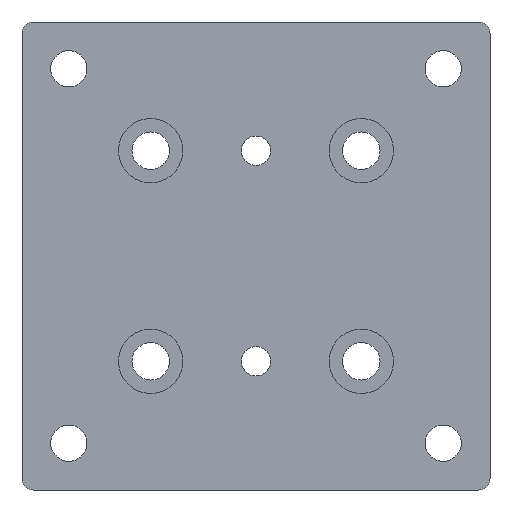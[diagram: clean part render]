
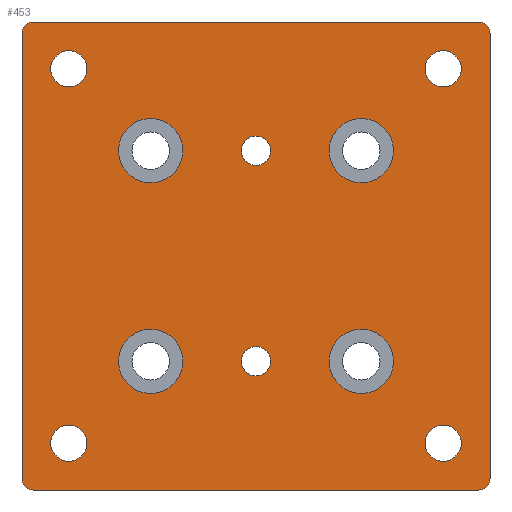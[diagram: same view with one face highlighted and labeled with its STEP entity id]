
A CAD part, front view. The second image highlights one B-rep face of the part: STEP entity #453.
In plain terms, the highlighted planar face has unit normal (0, -1, 0).
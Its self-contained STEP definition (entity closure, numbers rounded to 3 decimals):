
#52=CIRCLE('',#509,2.5);
#53=CIRCLE('',#510,2.5);
#54=CIRCLE('',#511,3.1);
#55=CIRCLE('',#512,3.1);
#56=CIRCLE('',#513,3.1);
#57=CIRCLE('',#514,3.1);
#58=CIRCLE('',#515,5.5);
#59=CIRCLE('',#516,5.5);
#60=CIRCLE('',#517,5.5);
#61=CIRCLE('',#518,5.5);
#62=CIRCLE('',#519,2.);
#63=CIRCLE('',#520,2.);
#64=CIRCLE('',#521,2.);
#65=CIRCLE('',#522,2.);
#108=ORIENTED_EDGE('',*,*,#208,.T.);
#109=ORIENTED_EDGE('',*,*,#209,.T.);
#110=ORIENTED_EDGE('',*,*,#210,.T.);
#111=ORIENTED_EDGE('',*,*,#211,.T.);
#112=ORIENTED_EDGE('',*,*,#212,.T.);
#113=ORIENTED_EDGE('',*,*,#213,.T.);
#114=ORIENTED_EDGE('',*,*,#214,.T.);
#115=ORIENTED_EDGE('',*,*,#215,.T.);
#116=ORIENTED_EDGE('',*,*,#216,.T.);
#117=ORIENTED_EDGE('',*,*,#217,.T.);
#118=ORIENTED_EDGE('',*,*,#192,.F.);
#119=ORIENTED_EDGE('',*,*,#218,.T.);
#120=ORIENTED_EDGE('',*,*,#186,.F.);
#121=ORIENTED_EDGE('',*,*,#219,.T.);
#122=ORIENTED_EDGE('',*,*,#182,.F.);
#123=ORIENTED_EDGE('',*,*,#220,.T.);
#124=ORIENTED_EDGE('',*,*,#180,.F.);
#125=ORIENTED_EDGE('',*,*,#221,.T.);
#180=EDGE_CURVE('',#232,#233,#276,.T.);
#182=EDGE_CURVE('',#234,#235,#278,.T.);
#186=EDGE_CURVE('',#238,#239,#282,.T.);
#192=EDGE_CURVE('',#244,#245,#288,.T.);
#208=EDGE_CURVE('',#256,#256,#52,.T.);
#209=EDGE_CURVE('',#257,#257,#53,.T.);
#210=EDGE_CURVE('',#258,#258,#54,.T.);
#211=EDGE_CURVE('',#259,#259,#55,.T.);
#212=EDGE_CURVE('',#260,#260,#56,.T.);
#213=EDGE_CURVE('',#261,#261,#57,.T.);
#214=EDGE_CURVE('',#262,#262,#58,.T.);
#215=EDGE_CURVE('',#263,#263,#59,.T.);
#216=EDGE_CURVE('',#264,#264,#60,.T.);
#217=EDGE_CURVE('',#265,#265,#61,.T.);
#218=EDGE_CURVE('',#244,#239,#62,.F.);
#219=EDGE_CURVE('',#238,#235,#63,.F.);
#220=EDGE_CURVE('',#234,#233,#64,.F.);
#221=EDGE_CURVE('',#232,#245,#65,.F.);
#232=VERTEX_POINT('',#705);
#233=VERTEX_POINT('',#707);
#234=VERTEX_POINT('',#711);
#235=VERTEX_POINT('',#712);
#238=VERTEX_POINT('',#720);
#239=VERTEX_POINT('',#721);
#244=VERTEX_POINT('',#732);
#245=VERTEX_POINT('',#734);
#256=VERTEX_POINT('',#763);
#257=VERTEX_POINT('',#765);
#258=VERTEX_POINT('',#767);
#259=VERTEX_POINT('',#769);
#260=VERTEX_POINT('',#771);
#261=VERTEX_POINT('',#773);
#262=VERTEX_POINT('',#775);
#263=VERTEX_POINT('',#777);
#264=VERTEX_POINT('',#779);
#265=VERTEX_POINT('',#781);
#276=LINE('',#706,#292);
#278=LINE('',#710,#294);
#282=LINE('',#719,#298);
#288=LINE('',#733,#304);
#292=VECTOR('',#559,1000.);
#294=VECTOR('',#563,1000.);
#298=VECTOR('',#569,1000.);
#304=VECTOR('',#577,1000.);
#321=EDGE_LOOP('',(#108));
#322=EDGE_LOOP('',(#109));
#323=EDGE_LOOP('',(#110));
#324=EDGE_LOOP('',(#111));
#325=EDGE_LOOP('',(#112));
#326=EDGE_LOOP('',(#113));
#327=EDGE_LOOP('',(#114));
#328=EDGE_LOOP('',(#115));
#329=EDGE_LOOP('',(#116));
#330=EDGE_LOOP('',(#117));
#331=EDGE_LOOP('',(#118,#119,#120,#121,#122,#123,#124,#125));
#387=FACE_BOUND('',#321,.T.);
#388=FACE_BOUND('',#322,.T.);
#389=FACE_BOUND('',#323,.T.);
#390=FACE_BOUND('',#324,.T.);
#391=FACE_BOUND('',#325,.T.);
#392=FACE_BOUND('',#326,.T.);
#393=FACE_BOUND('',#327,.T.);
#394=FACE_BOUND('',#328,.T.);
#395=FACE_BOUND('',#329,.T.);
#396=FACE_BOUND('',#330,.T.);
#397=FACE_BOUND('',#331,.T.);
#443=PLANE('',#508);
#453=ADVANCED_FACE('',(#387,#388,#389,#390,#391,#392,#393,#394,#395,#396,
#397),#443,.F.);
#508=AXIS2_PLACEMENT_3D('',#761,#609,#610);
#509=AXIS2_PLACEMENT_3D('',#762,#611,#612);
#510=AXIS2_PLACEMENT_3D('',#764,#613,#614);
#511=AXIS2_PLACEMENT_3D('',#766,#615,#616);
#512=AXIS2_PLACEMENT_3D('',#768,#617,#618);
#513=AXIS2_PLACEMENT_3D('',#770,#619,#620);
#514=AXIS2_PLACEMENT_3D('',#772,#621,#622);
#515=AXIS2_PLACEMENT_3D('',#774,#623,#624);
#516=AXIS2_PLACEMENT_3D('',#776,#625,#626);
#517=AXIS2_PLACEMENT_3D('',#778,#627,#628);
#518=AXIS2_PLACEMENT_3D('',#780,#629,#630);
#519=AXIS2_PLACEMENT_3D('',#782,#631,#632);
#520=AXIS2_PLACEMENT_3D('',#783,#633,#634);
#521=AXIS2_PLACEMENT_3D('',#784,#635,#636);
#522=AXIS2_PLACEMENT_3D('',#785,#637,#638);
#559=DIRECTION('',(0.,0.,1.));
#563=DIRECTION('',(1.,0.,0.));
#569=DIRECTION('',(0.,0.,-1.));
#577=DIRECTION('',(-1.,0.,0.));
#609=DIRECTION('',(0.,1.,0.));
#610=DIRECTION('',(0.,0.,1.));
#611=DIRECTION('',(0.,1.,0.));
#612=DIRECTION('',(0.,0.,-1.));
#613=DIRECTION('',(0.,1.,0.));
#614=DIRECTION('',(0.,0.,-1.));
#615=DIRECTION('',(0.,1.,0.));
#616=DIRECTION('',(0.,0.,1.));
#617=DIRECTION('',(0.,1.,0.));
#618=DIRECTION('',(0.,0.,1.));
#619=DIRECTION('',(0.,1.,0.));
#620=DIRECTION('',(0.,0.,1.));
#621=DIRECTION('',(0.,1.,0.));
#622=DIRECTION('',(0.,0.,1.));
#623=DIRECTION('',(0.,1.,0.));
#624=DIRECTION('',(0.,0.,1.));
#625=DIRECTION('',(0.,1.,0.));
#626=DIRECTION('',(0.,0.,1.));
#627=DIRECTION('',(0.,1.,0.));
#628=DIRECTION('',(0.,0.,1.));
#629=DIRECTION('',(0.,1.,0.));
#630=DIRECTION('',(0.,0.,1.));
#631=DIRECTION('',(0.,1.,0.));
#632=DIRECTION('',(0.,0.,1.));
#633=DIRECTION('',(0.,1.,0.));
#634=DIRECTION('',(0.,0.,1.));
#635=DIRECTION('',(0.,1.,0.));
#636=DIRECTION('',(0.,0.,1.));
#637=DIRECTION('',(0.,1.,0.));
#638=DIRECTION('',(0.,0.,1.));
#705=CARTESIAN_POINT('',(-40.,0.,-38.));
#706=CARTESIAN_POINT('',(-40.,0.,-40.));
#707=CARTESIAN_POINT('',(-40.,0.,38.));
#710=CARTESIAN_POINT('',(-40.,0.,40.));
#711=CARTESIAN_POINT('',(-38.,0.,40.));
#712=CARTESIAN_POINT('',(38.,0.,40.));
#719=CARTESIAN_POINT('',(40.,0.,40.));
#720=CARTESIAN_POINT('',(40.,0.,38.));
#721=CARTESIAN_POINT('',(40.,0.,-38.));
#732=CARTESIAN_POINT('',(38.,0.,-40.));
#733=CARTESIAN_POINT('',(40.,0.,-40.));
#734=CARTESIAN_POINT('',(-38.,0.,-40.));
#761=CARTESIAN_POINT('',(0.,0.,0.));
#762=CARTESIAN_POINT('',(0.,0.,18.));
#763=CARTESIAN_POINT('',(0.,0.,15.5));
#764=CARTESIAN_POINT('',(0.,0.,-18.));
#765=CARTESIAN_POINT('',(0.,0.,-20.5));
#766=CARTESIAN_POINT('',(-32.,0.,-32.));
#767=CARTESIAN_POINT('',(-32.,0.,-28.9));
#768=CARTESIAN_POINT('',(32.,0.,-32.));
#769=CARTESIAN_POINT('',(32.,0.,-28.9));
#770=CARTESIAN_POINT('',(32.,0.,32.));
#771=CARTESIAN_POINT('',(32.,0.,35.1));
#772=CARTESIAN_POINT('',(-32.,0.,32.));
#773=CARTESIAN_POINT('',(-32.,0.,35.1));
#774=CARTESIAN_POINT('',(-18.,0.,-18.));
#775=CARTESIAN_POINT('',(-18.,0.,-12.5));
#776=CARTESIAN_POINT('',(18.,0.,-18.));
#777=CARTESIAN_POINT('',(18.,0.,-12.5));
#778=CARTESIAN_POINT('',(18.,0.,18.));
#779=CARTESIAN_POINT('',(18.,0.,23.5));
#780=CARTESIAN_POINT('',(-18.,0.,18.));
#781=CARTESIAN_POINT('',(-18.,0.,23.5));
#782=CARTESIAN_POINT('',(38.,0.,-38.));
#783=CARTESIAN_POINT('',(38.,0.,38.));
#784=CARTESIAN_POINT('',(-38.,0.,38.));
#785=CARTESIAN_POINT('',(-38.,0.,-38.));
